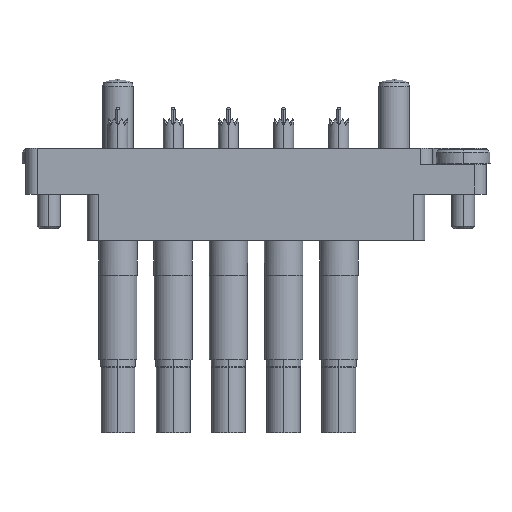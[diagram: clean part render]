
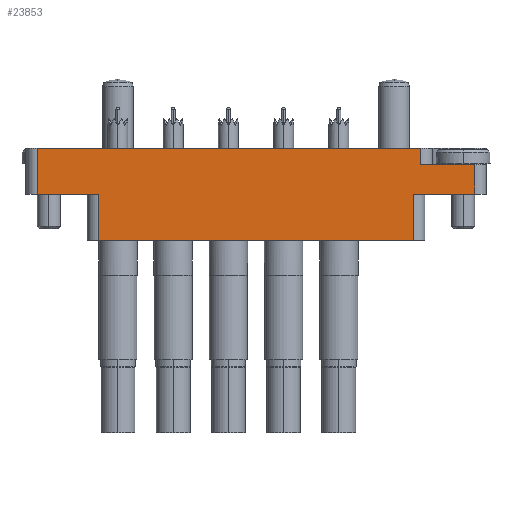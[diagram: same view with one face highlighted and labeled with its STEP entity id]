
A CAD part, left-side view. The second image highlights one B-rep face of the part: STEP entity #23853.
In plain terms, the highlighted face is planar.
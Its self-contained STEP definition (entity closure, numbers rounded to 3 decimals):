
#175 = VECTOR ( 'NONE', #12269, 1000. ) ;
#222 = DIRECTION ( 'NONE',  ( -1., 0., 0. ) ) ;
#514 = FACE_OUTER_BOUND ( 'NONE', #18076, .T. ) ;
#624 = VECTOR ( 'NONE', #23383, 1000. ) ;
#648 = DIRECTION ( 'NONE',  ( -1., 0., 0. ) ) ;
#726 = CARTESIAN_POINT ( 'NONE',  ( -20.5, 0., 14.35 ) ) ;
#794 = CARTESIAN_POINT ( 'NONE',  ( 20.5, -6., 14.35 ) ) ;
#874 = VERTEX_POINT ( 'NONE', #910 ) ;
#910 = CARTESIAN_POINT ( 'NONE',  ( 28.5, 3.9, 14.35 ) ) ;
#1264 = CARTESIAN_POINT ( 'NONE',  ( 28.5, 3.9, 14.35 ) ) ;
#1556 = ORIENTED_EDGE ( 'NONE', *, *, #11792, .F. ) ;
#2068 = CARTESIAN_POINT ( 'NONE',  ( 20.5, 0., 14.35 ) ) ;
#2232 = CARTESIAN_POINT ( 'NONE',  ( 30., 0., 14.35 ) ) ;
#2246 = VECTOR ( 'NONE', #8559, 1000. ) ;
#2444 = LINE ( 'NONE', #2068, #20582 ) ;
#3620 = CARTESIAN_POINT ( 'NONE',  ( 21.5, 6., 14.35 ) ) ;
#3645 = CARTESIAN_POINT ( 'NONE',  ( 30., 3.9, 14.35 ) ) ;
#3811 = ORIENTED_EDGE ( 'NONE', *, *, #14098, .T. ) ;
#4045 = ORIENTED_EDGE ( 'NONE', *, *, #5466, .F. ) ;
#4072 = CARTESIAN_POINT ( 'NONE',  ( -30., 6., 14.35 ) ) ;
#4256 = CARTESIAN_POINT ( 'NONE',  ( -20.5, -6., 14.35 ) ) ;
#4461 = VERTEX_POINT ( 'NONE', #4256 ) ;
#4638 = PLANE ( 'NONE',  #25774 ) ;
#5105 = DIRECTION ( 'NONE',  ( 0., 1., 0. ) ) ;
#5466 = EDGE_CURVE ( 'NONE', #8201, #14835, #16406, .T. ) ;
#5756 = DIRECTION ( 'NONE',  ( 1., 0., 0. ) ) ;
#6010 = EDGE_CURVE ( 'NONE', #19250, #13751, #16330, .T. ) ;
#6170 = EDGE_CURVE ( 'NONE', #23950, #12179, #19656, .T. ) ;
#6687 = ORIENTED_EDGE ( 'NONE', *, *, #6170, .T. ) ;
#6883 = DIRECTION ( 'NONE',  ( -1., 0., 0. ) ) ;
#7029 = ORIENTED_EDGE ( 'NONE', *, *, #9465, .T. ) ;
#7105 = LINE ( 'NONE', #1264, #624 ) ;
#7258 = EDGE_CURVE ( 'NONE', #8201, #874, #7105, .T. ) ;
#7450 = CARTESIAN_POINT ( 'NONE',  ( 20.5, 0., 14.35 ) ) ;
#8189 = EDGE_CURVE ( 'NONE', #14525, #13751, #24617, .T. ) ;
#8201 = VERTEX_POINT ( 'NONE', #8746 ) ;
#8559 = DIRECTION ( 'NONE',  ( 0., -1., 0. ) ) ;
#8746 = CARTESIAN_POINT ( 'NONE',  ( 28.5, 0., 14.35 ) ) ;
#9264 = VECTOR ( 'NONE', #11110, 1000. ) ;
#9370 = CARTESIAN_POINT ( 'NONE',  ( 21.5, 0., 14.35 ) ) ;
#9465 = EDGE_CURVE ( 'NONE', #14525, #4461, #14705, .T. ) ;
#10035 = CARTESIAN_POINT ( 'NONE',  ( -20.5, 0., 14.35 ) ) ;
#10196 = DIRECTION ( 'NONE',  ( 0., 1., 0. ) ) ;
#11110 = DIRECTION ( 'NONE',  ( 0., -1., 0. ) ) ;
#11302 = ORIENTED_EDGE ( 'NONE', *, *, #8189, .F. ) ;
#11792 = EDGE_CURVE ( 'NONE', #15684, #4461, #20340, .T. ) ;
#12179 = VERTEX_POINT ( 'NONE', #3620 ) ;
#12269 = DIRECTION ( 'NONE',  ( -1., 0., 0. ) ) ;
#12589 = CARTESIAN_POINT ( 'NONE',  ( -22., -6., 14.35 ) ) ;
#12649 = VECTOR ( 'NONE', #22716, 1000. ) ;
#13222 = ORIENTED_EDGE ( 'NONE', *, *, #7258, .T. ) ;
#13751 = VERTEX_POINT ( 'NONE', #20624 ) ;
#13883 = CARTESIAN_POINT ( 'NONE',  ( 30., 0., 14.35 ) ) ;
#14020 = ORIENTED_EDGE ( 'NONE', *, *, #14388, .F. ) ;
#14098 = EDGE_CURVE ( 'NONE', #15684, #14835, #2444, .T. ) ;
#14388 = EDGE_CURVE ( 'NONE', #23950, #874, #21920, .T. ) ;
#14525 = VERTEX_POINT ( 'NONE', #10035 ) ;
#14705 = LINE ( 'NONE', #726, #9264 ) ;
#14835 = VERTEX_POINT ( 'NONE', #7450 ) ;
#15431 = CARTESIAN_POINT ( 'NONE',  ( 21.5, 3.9, 14.35 ) ) ;
#15510 = VECTOR ( 'NONE', #5756, 1000. ) ;
#15684 = VERTEX_POINT ( 'NONE', #794 ) ;
#16330 = LINE ( 'NONE', #18462, #2246 ) ;
#16406 = LINE ( 'NONE', #13883, #175 ) ;
#16539 = VECTOR ( 'NONE', #222, 1000. ) ;
#17043 = DIRECTION ( 'NONE',  ( 0., 0., -1. ) ) ;
#17675 = VECTOR ( 'NONE', #6883, 1000. ) ;
#18076 = EDGE_LOOP ( 'NONE', ( #1556, #3811, #4045, #13222, #14020, #6687, #24295, #23695, #11302, #7029 ) ) ;
#18274 = CARTESIAN_POINT ( 'NONE',  ( -28.5, 6., 14.35 ) ) ;
#18462 = CARTESIAN_POINT ( 'NONE',  ( -28.5, 0., 14.35 ) ) ;
#18559 = EDGE_CURVE ( 'NONE', #19250, #12179, #24581, .T. ) ;
#19250 = VERTEX_POINT ( 'NONE', #18274 ) ;
#19656 = LINE ( 'NONE', #9370, #24373 ) ;
#20340 = LINE ( 'NONE', #12589, #16539 ) ;
#20582 = VECTOR ( 'NONE', #10196, 1000. ) ;
#20624 = CARTESIAN_POINT ( 'NONE',  ( -28.5, 0., 14.35 ) ) ;
#21920 = LINE ( 'NONE', #3645, #15510 ) ;
#22716 = DIRECTION ( 'NONE',  ( 1., 0., 0. ) ) ;
#22759 = CARTESIAN_POINT ( 'NONE',  ( -30., 0., 14.35 ) ) ;
#23383 = DIRECTION ( 'NONE',  ( 0., 1., 0. ) ) ;
#23695 = ORIENTED_EDGE ( 'NONE', *, *, #6010, .T. ) ;
#23853 = ADVANCED_FACE ( 'NONE', ( #514 ), #4638, .F. ) ;
#23950 = VERTEX_POINT ( 'NONE', #15431 ) ;
#24295 = ORIENTED_EDGE ( 'NONE', *, *, #18559, .F. ) ;
#24373 = VECTOR ( 'NONE', #5105, 1000. ) ;
#24581 = LINE ( 'NONE', #4072, #12649 ) ;
#24617 = LINE ( 'NONE', #2232, #17675 ) ;
#25774 = AXIS2_PLACEMENT_3D ( 'NONE', #22759, #17043, #648 ) ;
